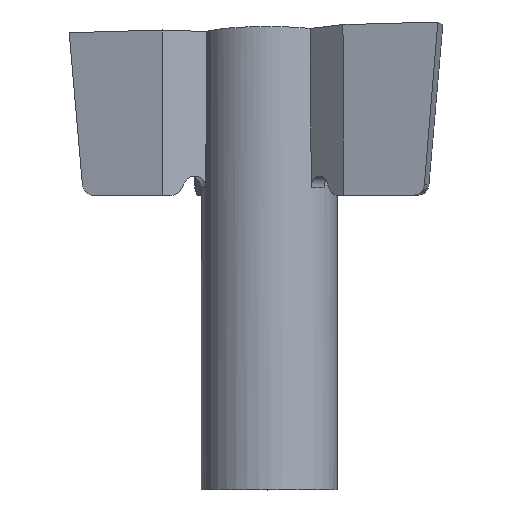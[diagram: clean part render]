
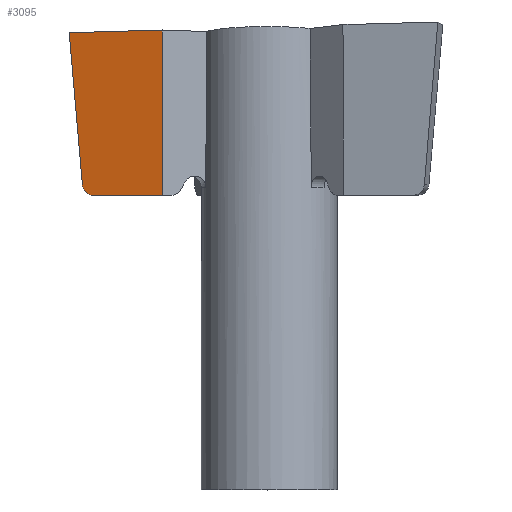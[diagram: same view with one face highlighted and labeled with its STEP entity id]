
A CAD part, top view. The second image highlights one B-rep face of the part: STEP entity #3095.
In plain terms, the highlighted planar face has unit normal (-0.252, -0.009, 0.968).
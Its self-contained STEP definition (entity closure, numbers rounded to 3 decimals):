
#3095 = ADVANCED_FACE('',(#3096),#3111,.F.);
#3096 = FACE_BOUND('',#3097,.T.);
#3097 = EDGE_LOOP('',(#3098,#3123,#3139,#3160,#3176));
#3098 = ORIENTED_EDGE('',*,*,#3099,.F.);
#3099 = EDGE_CURVE('',#3100,#3102,#3104,.T.);
#3100 = VERTEX_POINT('',#3101);
#3101 = CARTESIAN_POINT('',(1665.191,-727.124,
    1025.786));
#3102 = VERTEX_POINT('',#3103);
#3103 = CARTESIAN_POINT('',(1669.3,-727.006,
    1026.857));
#3104 = SURFACE_CURVE('',#3105,(#3110),.PCURVE_S1.);
#3105 = B_SPLINE_CURVE_WITH_KNOTS('',3,(#3106,#3107,#3108,#3109),
  .UNSPECIFIED.,.F.,.F.,(4,4),(0.,1.),.PIECEWISE_BEZIER_KNOTS.);
#3106 = CARTESIAN_POINT('',(1665.191,-727.124,
    1025.786));
#3107 = CARTESIAN_POINT('',(1666.561,-727.085,
    1026.143));
#3108 = CARTESIAN_POINT('',(1667.93,-727.045,
    1026.5));
#3109 = CARTESIAN_POINT('',(1669.3,-727.006,
    1026.857));
#3110 = PCURVE('',#3111,#3116);
#3111 = PLANE('',#3112);
#3112 = AXIS2_PLACEMENT_3D('',#3113,#3114,#3115);
#3113 = CARTESIAN_POINT('',(1673.332,-734.8,
    1027.836));
#3114 = DIRECTION('',(0.252,0.009,-0.968)
  );
#3115 = DIRECTION('',(-0.968,0.,-0.252
    ));
#3116 = DEFINITIONAL_REPRESENTATION('',(#3117),#3122);
#3117 = B_SPLINE_CURVE_WITH_KNOTS('',3,(#3118,#3119,#3120,#3121),
  .UNSPECIFIED.,.F.,.F.,(4,4),(0.,1.),.PIECEWISE_BEZIER_KNOTS.);
#3118 = CARTESIAN_POINT('',(8.395,7.676));
#3119 = CARTESIAN_POINT('',(6.979,7.716));
#3120 = CARTESIAN_POINT('',(5.564,7.755));
#3121 = CARTESIAN_POINT('',(4.149,7.794));
#3122 = ( GEOMETRIC_REPRESENTATION_CONTEXT(2) 
PARAMETRIC_REPRESENTATION_CONTEXT() REPRESENTATION_CONTEXT('2D SPACE',''
  ) );
#3123 = ORIENTED_EDGE('',*,*,#3124,.F.);
#3124 = EDGE_CURVE('',#3125,#3100,#3127,.T.);
#3125 = VERTEX_POINT('',#3126);
#3126 = CARTESIAN_POINT('',(1665.775,-733.844,
    1025.877));
#3127 = SURFACE_CURVE('',#3128,(#3132),.PCURVE_S1.);
#3128 = LINE('',#3129,#3130);
#3129 = CARTESIAN_POINT('',(1665.916,-735.47,
    1025.899));
#3130 = VECTOR('',#3131,1.);
#3131 = DIRECTION('',(-0.086,0.996,
    -0.014));
#3132 = PCURVE('',#3111,#3133);
#3133 = DEFINITIONAL_REPRESENTATION('',(#3134),#3138);
#3134 = LINE('',#3135,#3136);
#3135 = CARTESIAN_POINT('',(7.665,-0.67));
#3136 = VECTOR('',#3137,1.);
#3137 = DIRECTION('',(0.087,0.996));
#3138 = ( GEOMETRIC_REPRESENTATION_CONTEXT(2) 
PARAMETRIC_REPRESENTATION_CONTEXT() REPRESENTATION_CONTEXT('2D SPACE',''
  ) );
#3139 = ORIENTED_EDGE('',*,*,#3140,.T.);
#3140 = EDGE_CURVE('',#3125,#3141,#3143,.T.);
#3141 = VERTEX_POINT('',#3142);
#3142 = CARTESIAN_POINT('',(1666.258,-734.3,
    1025.999));
#3143 = SURFACE_CURVE('',#3144,(#3149),.PCURVE_S1.);
#3144 = ELLIPSE('',#3145,0.5,0.5);
#3145 = AXIS2_PLACEMENT_3D('',#3146,#3147,#3148);
#3146 = CARTESIAN_POINT('',(1666.257,-733.8,
    1026.003));
#3147 = DIRECTION('',(-0.252,-0.009,0.968
    ));
#3148 = DIRECTION('',(0.501,0.855,0.138));
#3149 = PCURVE('',#3111,#3150);
#3150 = DEFINITIONAL_REPRESENTATION('',(#3151),#3159);
#3151 = ( BOUNDED_CURVE() B_SPLINE_CURVE(2,(#3152,#3153,#3154,#3155,
#3156,#3157,#3158),.UNSPECIFIED.,.T.,.F.) B_SPLINE_CURVE_WITH_KNOTS((1,2
    ,2,2,2,1),(-2.094,0.,2.094,4.189,
6.283,8.378),.UNSPECIFIED.) CURVE() 
GEOMETRIC_REPRESENTATION_ITEM() RATIONAL_B_SPLINE_CURVE((1.,0.5,1.,0.5,
1.,0.5,1.)) REPRESENTATION_ITEM('') );
#3152 = CARTESIAN_POINT('',(7.049,1.427));
#3153 = CARTESIAN_POINT('',(7.789,1.877));
#3154 = CARTESIAN_POINT('',(7.809,1.011));
#3155 = CARTESIAN_POINT('',(7.828,0.145));
#3156 = CARTESIAN_POINT('',(7.069,0.561));
#3157 = CARTESIAN_POINT('',(6.309,0.978));
#3158 = CARTESIAN_POINT('',(7.049,1.427));
#3159 = ( GEOMETRIC_REPRESENTATION_CONTEXT(2) 
PARAMETRIC_REPRESENTATION_CONTEXT() REPRESENTATION_CONTEXT('2D SPACE',''
  ) );
#3160 = ORIENTED_EDGE('',*,*,#3161,.T.);
#3161 = EDGE_CURVE('',#3141,#3162,#3164,.T.);
#3162 = VERTEX_POINT('',#3163);
#3163 = CARTESIAN_POINT('',(1669.3,-734.3,
    1026.791));
#3164 = SURFACE_CURVE('',#3165,(#3169),.PCURVE_S1.);
#3165 = LINE('',#3166,#3167);
#3166 = CARTESIAN_POINT('',(1673.331,-734.3,
    1027.84));
#3167 = VECTOR('',#3168,1.);
#3168 = DIRECTION('',(0.968,0.,0.252));
#3169 = PCURVE('',#3111,#3170);
#3170 = DEFINITIONAL_REPRESENTATION('',(#3171),#3175);
#3171 = LINE('',#3172,#3173);
#3172 = CARTESIAN_POINT('',(0.,0.5));
#3173 = VECTOR('',#3174,1.);
#3174 = DIRECTION('',(-1.,0.));
#3175 = ( GEOMETRIC_REPRESENTATION_CONTEXT(2) 
PARAMETRIC_REPRESENTATION_CONTEXT() REPRESENTATION_CONTEXT('2D SPACE',''
  ) );
#3176 = ORIENTED_EDGE('',*,*,#3177,.F.);
#3177 = EDGE_CURVE('',#3102,#3162,#3178,.T.);
#3178 = SURFACE_CURVE('',#3179,(#3183),.PCURVE_S1.);
#3179 = LINE('',#3180,#3181);
#3180 = CARTESIAN_POINT('',(1669.3,-734.791,
    1026.786));
#3181 = VECTOR('',#3182,1.);
#3182 = DIRECTION('',(0.,-1.,
    -0.009));
#3183 = PCURVE('',#3111,#3184);
#3184 = DEFINITIONAL_REPRESENTATION('',(#3185),#3189);
#3185 = LINE('',#3186,#3187);
#3186 = CARTESIAN_POINT('',(4.166,0.009));
#3187 = VECTOR('',#3188,1.);
#3188 = DIRECTION('',(0.002,-1.));
#3189 = ( GEOMETRIC_REPRESENTATION_CONTEXT(2) 
PARAMETRIC_REPRESENTATION_CONTEXT() REPRESENTATION_CONTEXT('2D SPACE',''
  ) );
